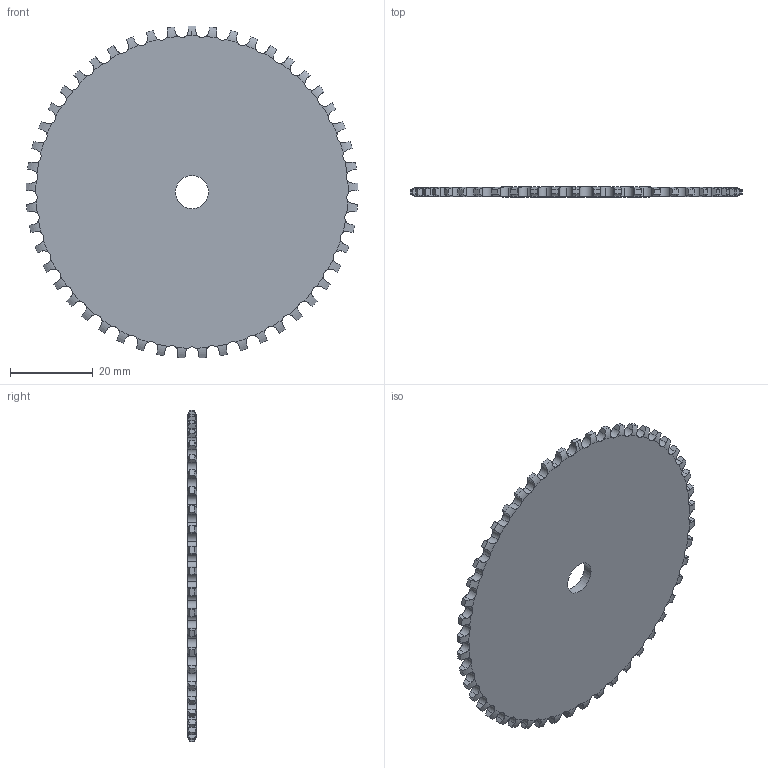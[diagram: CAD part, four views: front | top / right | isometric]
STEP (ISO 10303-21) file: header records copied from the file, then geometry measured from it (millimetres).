
FILE_DESCRIPTION(('FreeCAD Model'),'2;1');
FILE_NAME('Open CASCADE Shape Model','2021-12-27T17:24:21',('FreeCAD'),( 'FreeCAD'),'Open CASCADE STEP processor 7.4','FreeCAD','Unknown');
FILE_SCHEMA(('AUTOMOTIVE_DESIGN { 1 0 10303 214 1 1 1 1 }'));
Products named in the file (1): Open CASCADE STEP translator 7.4 128
Bounding box: 80.2 x 2.3 x 80.16 mm (x, y, z)
Volume: 10570 mm3; surface area: 10143 mm2
Topology: 1 solids, 1 shells, 348 faces, 1136 edges, 790 vertices
Faces by surface type: cylinder 246, revolution 100, plane 2
Full cylindrical faces by diameter (mm): 8 x1
Entity records: 41537 total; most frequent: CARTESIAN_POINT 21129, DIRECTION 3329, ORIENTED_EDGE 2272, PCURVE 2272, DEFINITIONAL_REPRESENTATION 2272, LINE 1338, VECTOR 1338, B_SPLINE_CURVE_WITH_KNOTS 1176
